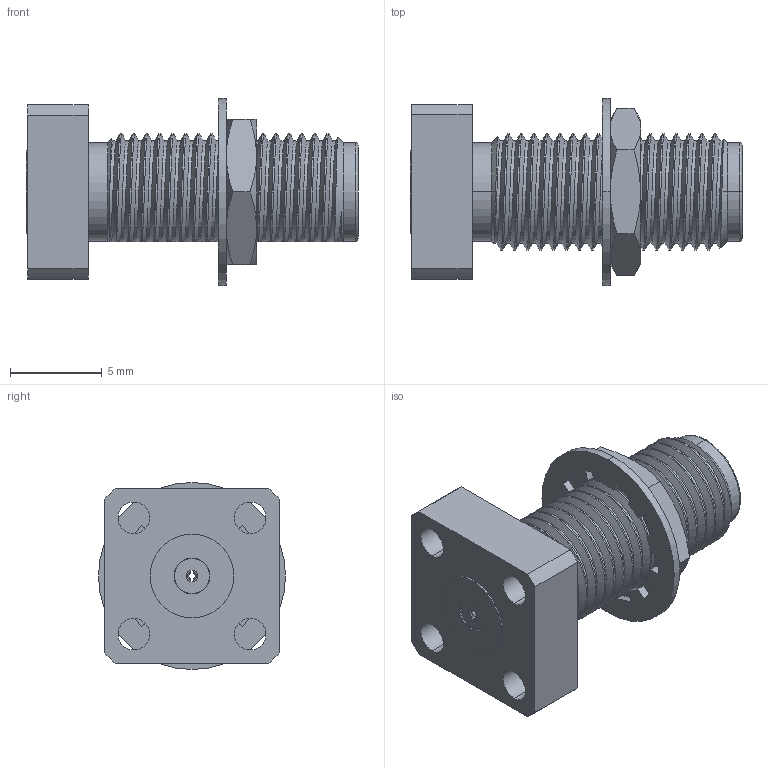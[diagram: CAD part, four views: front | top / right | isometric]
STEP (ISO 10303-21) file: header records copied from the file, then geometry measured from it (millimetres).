
FILE_DESCRIPTION (( 'STEP AP203' ), '1' );
FILE_NAME ('1206-225-M12-1.STEP', '2023-12-05T17:28:56', ( '' ), ( '' ), 'SwSTEP 2.0', 'SolidWorks 2022', '' );
FILE_SCHEMA (( 'CONFIG_CONTROL_DESIGN' ));
Length unit declared in the file: inch
Products named in the file (8): 1207-22-33; 1206-225-26 M15; 1206-225-5 M15_1206-205-5-M15P; 1206-225-M12-1; 1206-225-21-M12_1206-205-21-M15X; 1206-205-25 M15; 1206-205-24 M15; 1200-03-16
Assembly tree (6 placements, depth 2):
  1206-225-M12-1
    1206-225-5 M15_1206-205-5-M15P
    1206-225-21-M12_1206-205-21-M15X
    1206-205-24 M15
    1206-225-26 M15
    1200-03-16
    1207-22-33
  1206-205-25 M15
Bounding box: 18.12 x 10.21 x 10.21 mm (x, y, z)
Volume: 450.9 mm3; surface area: 1337.5 mm2
Topology: 9 solids, 9 shells, 272 faces, 700 edges, 455 vertices
Faces by surface type: cylinder 107, plane 76, bspline 56, cone 31, torus 2
Entity records: 36287 total; most frequent: CARTESIAN_POINT 29544, ORIENTED_EDGE 1400, DIRECTION 1055, EDGE_CURVE 700, VERTEX_POINT 455, AXIS2_PLACEMENT_3D 393, EDGE_LOOP 299, ADVANCED_FACE 272
